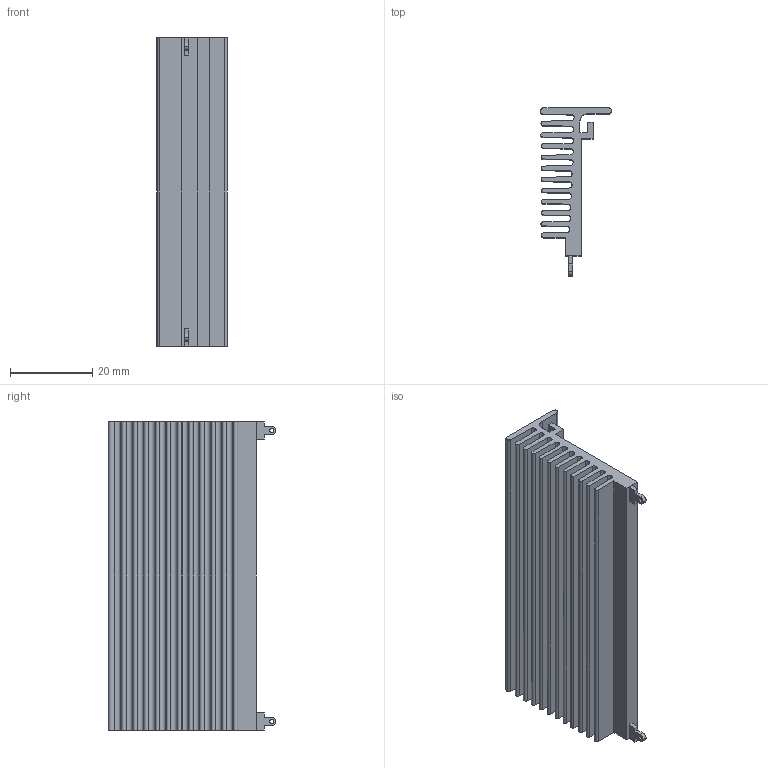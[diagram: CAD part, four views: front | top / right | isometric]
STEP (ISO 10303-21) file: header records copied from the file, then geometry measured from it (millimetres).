
FILE_DESCRIPTION(('STEP AP214'),'1');
FILE_NAME('C247-075.stp','2014-03-10T16:11:51',(' '),(' '),'Spatial InterOp 3D',' ',' ');
FILE_SCHEMA(('automotive_design'));
Length unit declared in the file: metre
Products named in the file (3): 1; 2; 3
Bounding box: 17.26 x 40.82 x 75 mm (x, y, z)
Volume: 15747.3 mm3; surface area: 20654.3 mm2
Topology: 3 solids, 3 shells, 91 faces, 255 edges, 170 vertices
Faces by surface type: plane 54, cylinder 37
Entity records: 3750 total; most frequent: CARTESIAN_POINT 519, DIRECTION 517, ORIENTED_EDGE 510, EDGE_CURVE 255, LINE 181, VECTOR 181, VERTEX_POINT 170, AXIS2_PLACEMENT_3D 168
